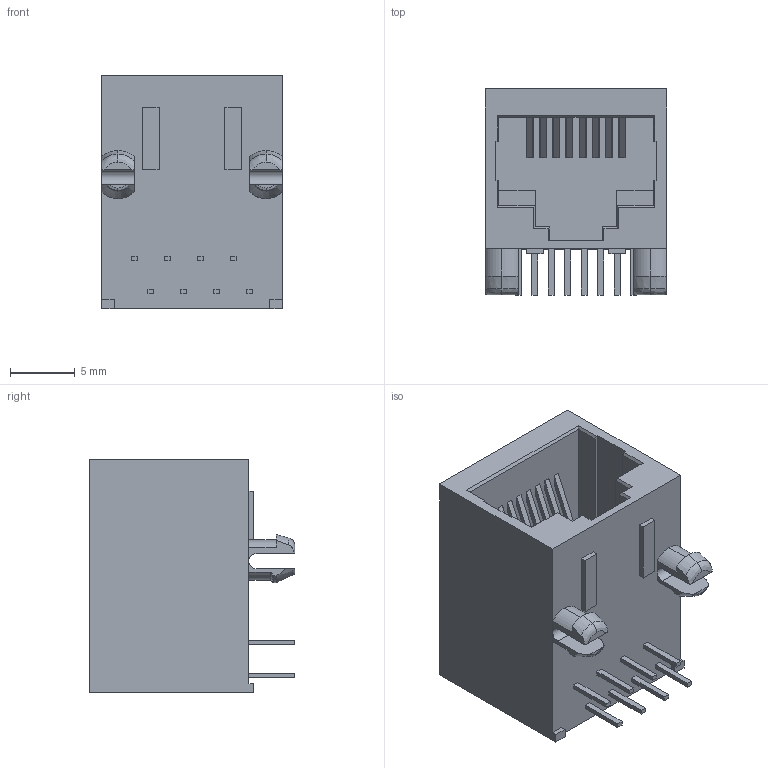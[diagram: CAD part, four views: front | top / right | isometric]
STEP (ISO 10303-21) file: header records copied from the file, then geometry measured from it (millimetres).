
FILE_DESCRIPTION (( 'STEP AP214' ), '1' );
FILE_NAME ('ACC-M-FRJAE-408-REVT1.STEP', '2018-12-19T12:23:43', ( '' ), ( '' ), 'SwSTEP 2.0', 'SolidWorks 2018', '' );
FILE_SCHEMA (( 'AUTOMOTIVE_DESIGN' ));
Length unit declared in the file: millimetre
Products named in the file (1): ACC-M-FRJAE-408-REVT1
Bounding box: 13.97 x 15.88 x 18.03 mm (x, y, z)
Volume: 2035.4 mm3; surface area: 2231.9 mm2
Topology: 1 solids, 1 shells, 237 faces, 647 edges, 417 vertices
Faces by surface type: plane 193, bspline 20, cylinder 14, cone 10
Entity records: 10573 total; most frequent: CARTESIAN_POINT 2083, ORIENTED_EDGE 1294, DIRECTION 1081, EDGE_CURVE 647, LINE 533, VECTOR 533, VERTEX_POINT 417, AXIS2_PLACEMENT_3D 274
